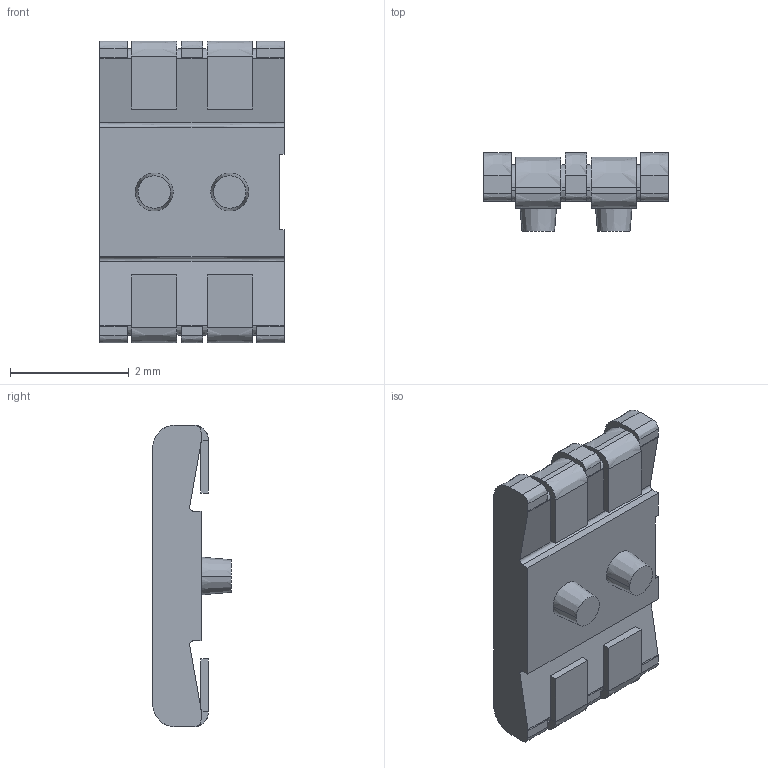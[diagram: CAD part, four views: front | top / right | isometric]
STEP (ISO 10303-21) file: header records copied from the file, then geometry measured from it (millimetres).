
FILE_DESCRIPTION((''),'2;1');
FILE_NAME('70ABJ003F1_ASM','2010-09-22T',('minhn'),('Bourns, Inc.'),'PRO/ENGINEER BY PARAMETRIC TECHNOLOGY CORPORATION, 2001200','PRO/ENGINEER BY PARAMETRIC TECHNOLOGY CORPORATION, 2001200','');
FILE_SCHEMA(('AUTOMOTIVE_DESIGN_CC2 { 1 2 10303 214 -1 1 5 2 }'));
Length unit declared in the file: inch
Products named in the file (2): 33756-82902; 70ABJ003F1_ASM
Assembly tree (1 placements, depth 2):
  70ABJ003F1_ASM
    33756-82902
Bounding box: 3.1 x 1.32 x 5.08 mm (x, y, z)
Volume: 11.4 mm3; surface area: 61.1 mm2
Topology: 1 solids, 1 shells, 154 faces, 402 edges, 244 vertices
Faces by surface type: bspline 154
Entity records: 6503 total; most frequent: CARTESIAN_POINT 1889, ORIENTED_EDGE 804, DIRECTION 520, PRESENTATION_STYLE_ASSIGNMENT 403, STYLED_ITEM 403, CURVE_STYLE 402, EDGE_CURVE 402, VECTOR 290
